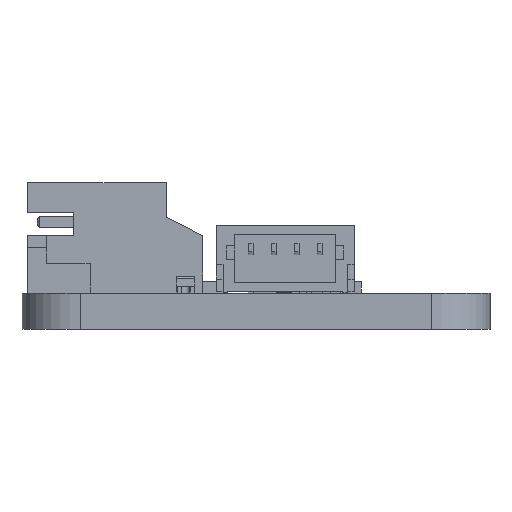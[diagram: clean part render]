
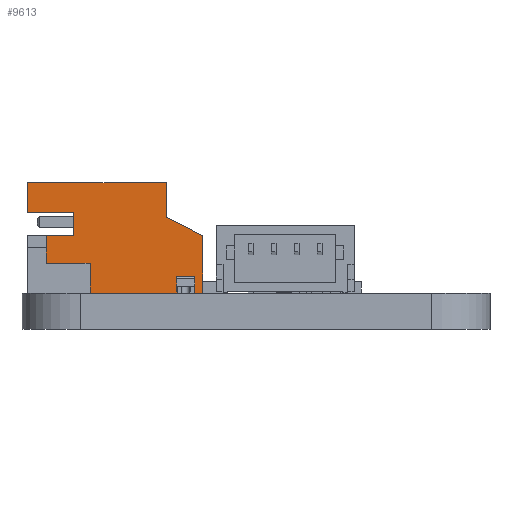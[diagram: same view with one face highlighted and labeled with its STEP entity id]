
A CAD part, left-side view. The second image highlights one B-rep face of the part: STEP entity #9613.
In plain terms, the highlighted planar face has unit normal (-1, 0, 0).
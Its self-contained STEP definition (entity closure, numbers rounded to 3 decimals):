
#483=PLANE('',#10314);
#973=FACE_OUTER_BOUND('',#1539,.T.);
#1539=EDGE_LOOP('',(#8334,#8335,#8336,#8337,#8338,#8339,#8340,#8341,#8342,
#8343,#8344,#8345));
#2459=LINE('',#14803,#3658);
#2480=LINE('',#14846,#3679);
#2561=LINE('',#15003,#3760);
#2563=LINE('',#15007,#3762);
#2565=LINE('',#15011,#3764);
#2566=LINE('',#15014,#3765);
#2569=LINE('',#15019,#3768);
#2570=LINE('',#15021,#3769);
#2572=LINE('',#15026,#3771);
#2574=LINE('',#15029,#3773);
#2603=LINE('',#15085,#3802);
#2605=LINE('',#15088,#3804);
#3658=VECTOR('',#12055,1.5);
#3679=VECTOR('',#12082,1.2);
#3760=VECTOR('',#12223,1.2);
#3762=VECTOR('',#12227,1.9);
#3764=VECTOR('',#12231,1.3);
#3765=VECTOR('',#12234,4.9);
#3768=VECTOR('',#12239,2.5);
#3769=VECTOR('',#12242,1.789);
#3771=VECTOR('',#12246,2.);
#3773=VECTOR('',#12250,1.);
#3802=VECTOR('',#12301,1.3);
#3804=VECTOR('',#12305,6.);
#4774=VERTEX_POINT('',#14800);
#4775=VERTEX_POINT('',#14802);
#4793=VERTEX_POINT('',#14844);
#4794=VERTEX_POINT('',#14845);
#4840=VERTEX_POINT('',#15001);
#4841=VERTEX_POINT('',#15005);
#4842=VERTEX_POINT('',#15009);
#4843=VERTEX_POINT('',#15013);
#4844=VERTEX_POINT('',#15017);
#4845=VERTEX_POINT('',#15023);
#4846=VERTEX_POINT('',#15025);
#4862=VERTEX_POINT('',#15084);
#5919=EDGE_CURVE('',#4774,#4775,#2459,.F.);
#5940=EDGE_CURVE('',#4793,#4794,#2480,.F.);
#6021=EDGE_CURVE('',#4794,#4840,#2561,.F.);
#6023=EDGE_CURVE('',#4840,#4841,#2563,.T.);
#6025=EDGE_CURVE('',#4841,#4842,#2565,.F.);
#6026=EDGE_CURVE('',#4842,#4843,#2566,.T.);
#6029=EDGE_CURVE('',#4843,#4844,#2569,.T.);
#6030=EDGE_CURVE('',#4844,#4775,#2570,.T.);
#6032=EDGE_CURVE('',#4846,#4845,#2572,.T.);
#6034=EDGE_CURVE('',#4845,#4793,#2574,.F.);
#6063=EDGE_CURVE('',#4862,#4846,#2603,.F.);
#6065=EDGE_CURVE('',#4862,#4774,#2605,.F.);
#8334=ORIENTED_EDGE('',*,*,#6032,.T.);
#8335=ORIENTED_EDGE('',*,*,#6034,.T.);
#8336=ORIENTED_EDGE('',*,*,#5940,.T.);
#8337=ORIENTED_EDGE('',*,*,#6021,.T.);
#8338=ORIENTED_EDGE('',*,*,#6023,.T.);
#8339=ORIENTED_EDGE('',*,*,#6025,.T.);
#8340=ORIENTED_EDGE('',*,*,#6026,.T.);
#8341=ORIENTED_EDGE('',*,*,#6029,.T.);
#8342=ORIENTED_EDGE('',*,*,#6030,.T.);
#8343=ORIENTED_EDGE('',*,*,#5919,.F.);
#8344=ORIENTED_EDGE('',*,*,#6065,.F.);
#8345=ORIENTED_EDGE('',*,*,#6063,.T.);
#9613=ADVANCED_FACE('',(#973),#483,.T.);
#10314=AXIS2_PLACEMENT_3D('',#15087,#12303,#12304);
#12055=DIRECTION('',(0.,0.,1.));
#12082=DIRECTION('',(0.,-1.,0.));
#12223=DIRECTION('',(0.,0.,1.));
#12227=DIRECTION('',(0.,-1.,0.));
#12231=DIRECTION('',(0.,0.,1.));
#12234=DIRECTION('',(0.,-1.,0.));
#12239=DIRECTION('',(0.,0.,1.));
#12242=DIRECTION('',(0.,0.894,0.447));
#12246=DIRECTION('',(0.,-1.,0.));
#12250=DIRECTION('',(0.,0.,1.));
#12301=DIRECTION('',(0.,0.,1.));
#12303=DIRECTION('center_axis',(-1.,0.,0.));
#12304=DIRECTION('ref_axis',(0.,-1.,0.));
#12305=DIRECTION('',(0.,1.,0.));
#14800=CARTESIAN_POINT('',(-3.95,-2.7,4.8));
#14802=CARTESIAN_POINT('',(-3.95,-2.7,3.3));
#14803=CARTESIAN_POINT('',(-3.95,-2.7,3.3));
#14844=CARTESIAN_POINT('',(-3.95,1.3,2.5));
#14845=CARTESIAN_POINT('',(-3.95,2.5,2.5));
#14846=CARTESIAN_POINT('',(-3.95,2.5,2.5));
#15001=CARTESIAN_POINT('',(-3.95,2.5,1.3));
#15003=CARTESIAN_POINT('',(-3.95,2.5,1.3));
#15005=CARTESIAN_POINT('',(-3.95,0.6,1.3));
#15007=CARTESIAN_POINT('',(-3.95,2.5,1.3));
#15009=CARTESIAN_POINT('',(-3.95,0.6,0.));
#15011=CARTESIAN_POINT('',(-3.95,0.6,0.));
#15013=CARTESIAN_POINT('',(-3.95,-4.3,0.));
#15014=CARTESIAN_POINT('',(-3.95,0.6,0.));
#15017=CARTESIAN_POINT('',(-3.95,-4.3,2.5));
#15019=CARTESIAN_POINT('',(-3.95,-4.3,0.));
#15021=CARTESIAN_POINT('',(-3.95,-4.3,2.5));
#15023=CARTESIAN_POINT('',(-3.95,1.3,3.5));
#15025=CARTESIAN_POINT('',(-3.95,3.3,3.5));
#15026=CARTESIAN_POINT('',(-3.95,3.3,3.5));
#15029=CARTESIAN_POINT('',(-3.95,1.3,2.5));
#15084=CARTESIAN_POINT('',(-3.95,3.3,4.8));
#15085=CARTESIAN_POINT('',(-3.95,3.3,3.5));
#15087=CARTESIAN_POINT('Origin',(-3.95,0.3,2.4));
#15088=CARTESIAN_POINT('',(-3.95,-2.7,4.8));
